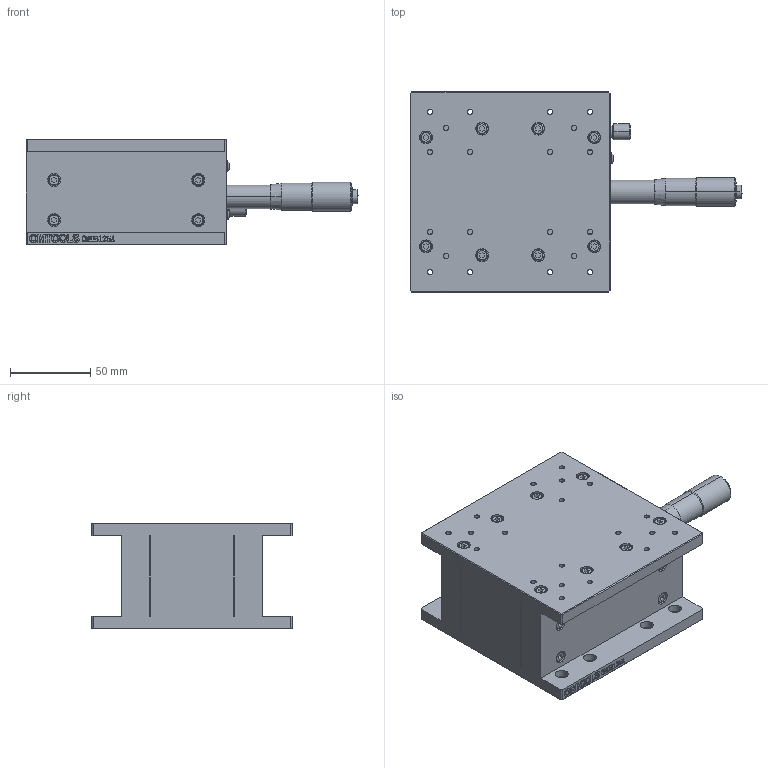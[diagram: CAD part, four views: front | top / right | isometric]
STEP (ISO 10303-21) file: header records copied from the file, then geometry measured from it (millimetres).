
FILE_DESCRIPTION (( 'STEP AP214' ), '1' );
FILE_NAME ('OMHB125A.STEP', '2021-02-20T07:15:54', ( 'User' ), ( 'Microsoft' ), 'SwSTEP 2.0', 'SolidWorks 2018', '' );
FILE_SCHEMA (( 'AUTOMOTIVE_DESIGN' ));
Length unit declared in the file: millimetre
Products named in the file (1): OMHB125A
Bounding box: 207.23 x 125.01 x 66 mm (x, y, z)
Volume: 627413.5 mm3; surface area: 149199.3 mm2
Topology: 3 solids, 9 shells, 1637 faces, 4284 edges, 2738 vertices
Faces by surface type: plane 953, cylinder 289, bspline 208, cone 140, torus 26, sphere 21
Entity records: 69879 total; most frequent: CARTESIAN_POINT 16151, ORIENTED_EDGE 8342, DIRECTION 7817, EDGE_CURVE 4171, AXIS2_PLACEMENT_3D 2739, VERTEX_POINT 2694, VECTOR 2339, LINE 2339
